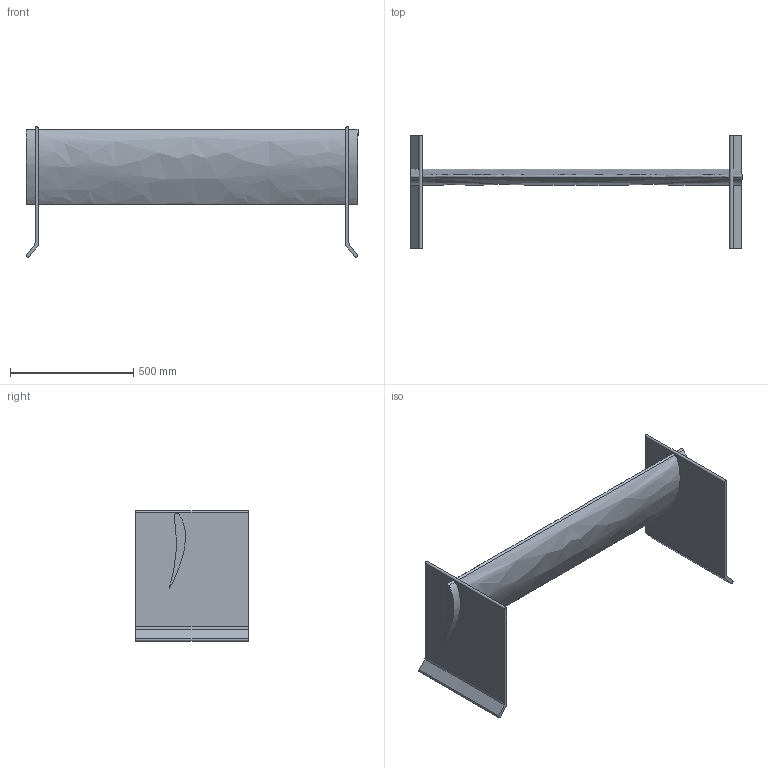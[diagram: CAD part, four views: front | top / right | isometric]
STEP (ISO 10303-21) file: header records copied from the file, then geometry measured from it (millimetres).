
FILE_DESCRIPTION (( 'STEP AP214' ), '1' );
FILE_NAME ('NFR21_Side_Aero.STEP', '2024-09-10T23:39:03', ( '' ), ( '' ), 'SwSTEP 2.0', 'SolidWorks 2024', '' );
FILE_SCHEMA (( 'AUTOMOTIVE_DESIGN' ));
Length unit declared in the file: inch
Products named in the file (1): NFR21_Side_Aero
Bounding box: 1346.2 x 456.4 x 529.66 mm (x, y, z)
Volume: 16509348 mm3; surface area: 1862196.5 mm2
Topology: 1 solids, 1 shells, 30 faces, 72 edges, 48 vertices
Faces by surface type: plane 14, cylinder 10, bspline 6
Entity records: 1779 total; most frequent: CARTESIAN_POINT 1069, ORIENTED_EDGE 144, DIRECTION 130, EDGE_CURVE 72, VERTEX_POINT 48, AXIS2_PLACEMENT_3D 45, LINE 40, VECTOR 40
